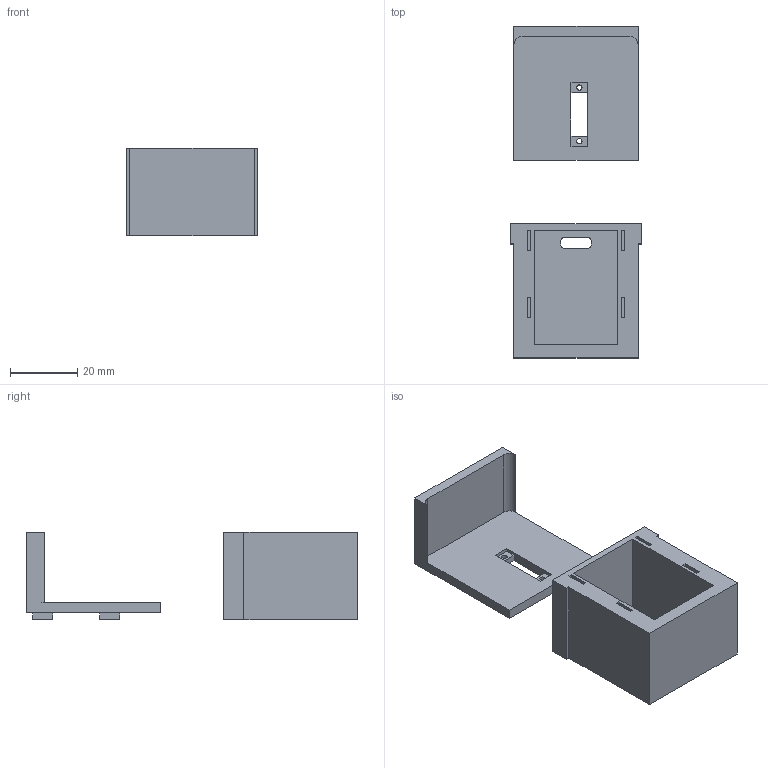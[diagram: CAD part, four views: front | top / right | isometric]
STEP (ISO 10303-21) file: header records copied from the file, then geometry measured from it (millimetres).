
FILE_DESCRIPTION(/* description */ (''),/* implementation_level */ '2;1');
FILE_NAME(/* name */ 'Stand.step',/* time_stamp */ '2026-01-31T17:11:06Z',/* author */ (''),/* organization */ (''),/* preprocessor_version */ 'ST-DEVELOPER v20.1',/* originating_system */ 'Autodesk Translation Framework v14.24.0.0',/* authorisation */ '');
FILE_SCHEMA (('AUTOMOTIVE_DESIGN { 1 0 10303 214 3 1 1 }'));
Length unit declared in the file: millimetre
Products named in the file (1): Shell
Bounding box: 39 x 99 x 26 mm (x, y, z)
Volume: 23951.4 mm3; surface area: 15864.2 mm2
Topology: 2 solids, 2 shells, 83 faces, 210 edges, 140 vertices
Faces by surface type: plane 75, cylinder 8
Full cylindrical faces by diameter (mm): 1.6 x2
Entity records: 2508 total; most frequent: CARTESIAN_POINT 434, ORIENTED_EDGE 420, DIRECTION 394, EDGE_CURVE 210, LINE 194, VECTOR 194, VERTEX_POINT 140, EDGE_LOOP 100
